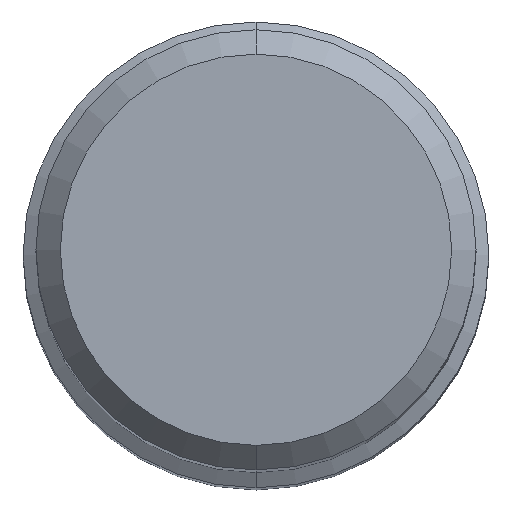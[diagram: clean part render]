
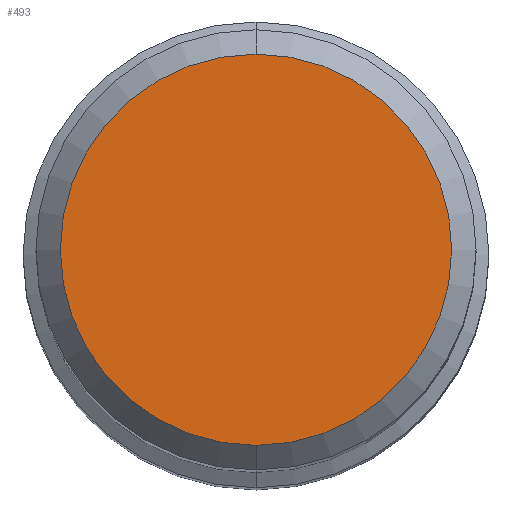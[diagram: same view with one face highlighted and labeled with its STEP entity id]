
A CAD part, top view. The second image highlights one B-rep face of the part: STEP entity #493.
In plain terms, the highlighted planar face has unit normal (0, 0, 1).
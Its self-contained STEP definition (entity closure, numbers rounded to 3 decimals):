
#273=EDGE_CURVE('',#501,#483,#662,.T.);
#301=EDGE_CURVE('',#483,#501,#692,.T.);
#483=VERTEX_POINT('',#896);
#493=ADVANCED_FACE('',(#907),#908,.T.);
#501=VERTEX_POINT('',#918);
#662=CIRCLE('',#1158,4.0);
#692=CIRCLE('',#1201,4.0);
#896=CARTESIAN_POINT('',(0.0,4.0,0.0));
#907=FACE_OUTER_BOUND('',#1602,.T.);
#908=PLANE('',#1603);
#918=CARTESIAN_POINT('',(0.,-4.0,0.0));
#1158=AXIS2_PLACEMENT_3D('',#1838,#1839,#1840);
#1201=AXIS2_PLACEMENT_3D('',#1868,#1869,#1870);
#1602=EDGE_LOOP('',(#2127,#2128));
#1603=AXIS2_PLACEMENT_3D('',#2129,#2130,#2131);
#1838=CARTESIAN_POINT('',(0.0,0.0,0.0));
#1839=DIRECTION('',(0.0,0.0,-1.0));
#1840=DIRECTION('',(0.0,1.0,0.0));
#1868=CARTESIAN_POINT('',(0.0,0.0,0.0));
#1869=DIRECTION('',(0.0,0.0,-1.0));
#1870=DIRECTION('',(0.0,1.0,0.0));
#2127=ORIENTED_EDGE('',*,*,#301,.F.);
#2128=ORIENTED_EDGE('',*,*,#273,.F.);
#2129=CARTESIAN_POINT('',(0.0,2.0,0.0));
#2130=DIRECTION('',(-0.0,0.0,1.0));
#2131=DIRECTION('',(0.0,-1.0,0.0));
